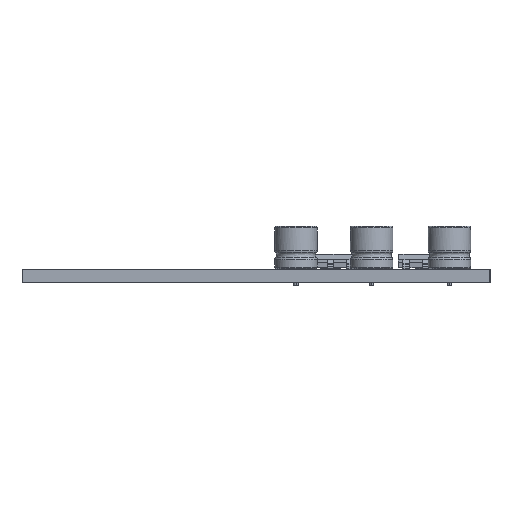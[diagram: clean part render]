
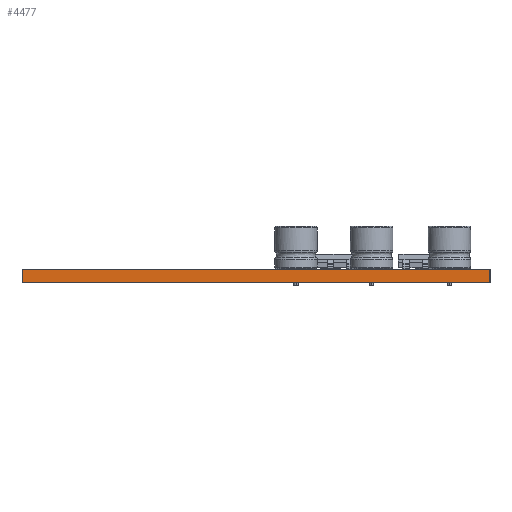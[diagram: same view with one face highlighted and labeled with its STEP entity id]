
A CAD part, left-side view. The second image highlights one B-rep face of the part: STEP entity #4477.
In plain terms, the highlighted planar face has unit normal (-1, 0, 0).
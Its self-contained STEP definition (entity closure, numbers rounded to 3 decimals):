
#334 = DIRECTION ( 'NONE',  ( -1., 0., 0. ) ) ;
#569 = VERTEX_POINT ( 'NONE', #8828 ) ;
#750 = CARTESIAN_POINT ( 'NONE',  ( 70., -115., 0. ) ) ;
#1122 = VECTOR ( 'NONE', #6442, 1000. ) ;
#2083 = CARTESIAN_POINT ( 'NONE',  ( 70., -60., 0. ) ) ;
#2298 = ORIENTED_EDGE ( 'NONE', *, *, #11618, .T. ) ;
#2460 = LINE ( 'NONE', #6188, #1122 ) ;
#3147 = CARTESIAN_POINT ( 'NONE',  ( 70., -115., 0. ) ) ;
#3906 = CARTESIAN_POINT ( 'NONE',  ( 70., -115., 1.6 ) ) ;
#4477 = ADVANCED_FACE ( 'NONE', ( #5776 ), #9603, .T. ) ;
#4627 = LINE ( 'NONE', #2083, #10735 ) ;
#4936 = EDGE_CURVE ( 'NONE', #10981, #10713, #4627, .T. ) ;
#5776 = FACE_OUTER_BOUND ( 'NONE', #7566, .T. ) ;
#6188 = CARTESIAN_POINT ( 'NONE',  ( 70., -115., 1.6 ) ) ;
#6442 = DIRECTION ( 'NONE',  ( 0., 1., 0. ) ) ;
#6600 = CARTESIAN_POINT ( 'NONE',  ( 70., -60., 1.6 ) ) ;
#7095 = VERTEX_POINT ( 'NONE', #3906 ) ;
#7566 = EDGE_LOOP ( 'NONE', ( #2298, #9081, #9670, #9796 ) ) ;
#8340 = VECTOR ( 'NONE', #14875, 1000. ) ;
#8797 = EDGE_CURVE ( 'NONE', #569, #10981, #10784, .T. ) ;
#8828 = CARTESIAN_POINT ( 'NONE',  ( 70., -115., 0. ) ) ;
#9081 = ORIENTED_EDGE ( 'NONE', *, *, #16287, .T. ) ;
#9603 = PLANE ( 'NONE',  #16733 ) ;
#9670 = ORIENTED_EDGE ( 'NONE', *, *, #4936, .F. ) ;
#9796 = ORIENTED_EDGE ( 'NONE', *, *, #8797, .F. ) ;
#10713 = VERTEX_POINT ( 'NONE', #6600 ) ;
#10735 = VECTOR ( 'NONE', #12058, 1000. ) ;
#10784 = LINE ( 'NONE', #10953, #8340 ) ;
#10953 = CARTESIAN_POINT ( 'NONE',  ( 70., -115., 0. ) ) ;
#10975 = DIRECTION ( 'NONE',  ( 0., 0., 1. ) ) ;
#10981 = VERTEX_POINT ( 'NONE', #15992 ) ;
#11059 = LINE ( 'NONE', #750, #16003 ) ;
#11618 = EDGE_CURVE ( 'NONE', #569, #7095, #11059, .T. ) ;
#12058 = DIRECTION ( 'NONE',  ( 0., 0., 1. ) ) ;
#14485 = DIRECTION ( 'NONE',  ( 0., 0., 1. ) ) ;
#14875 = DIRECTION ( 'NONE',  ( 0., 1., 0. ) ) ;
#15992 = CARTESIAN_POINT ( 'NONE',  ( 70., -60., 0. ) ) ;
#16003 = VECTOR ( 'NONE', #10975, 1000. ) ;
#16287 = EDGE_CURVE ( 'NONE', #7095, #10713, #2460, .T. ) ;
#16733 = AXIS2_PLACEMENT_3D ( 'NONE', #3147, #334, #14485 ) ;
